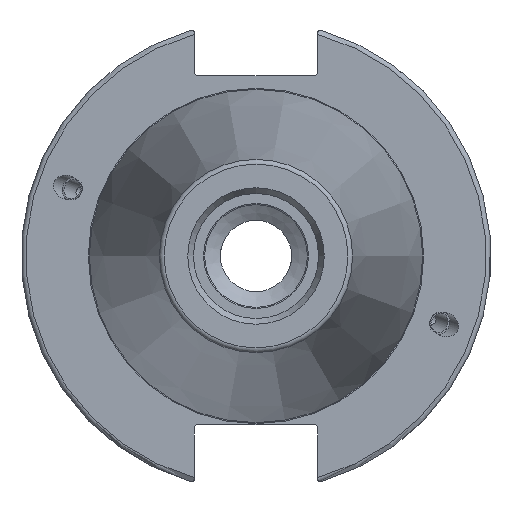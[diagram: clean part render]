
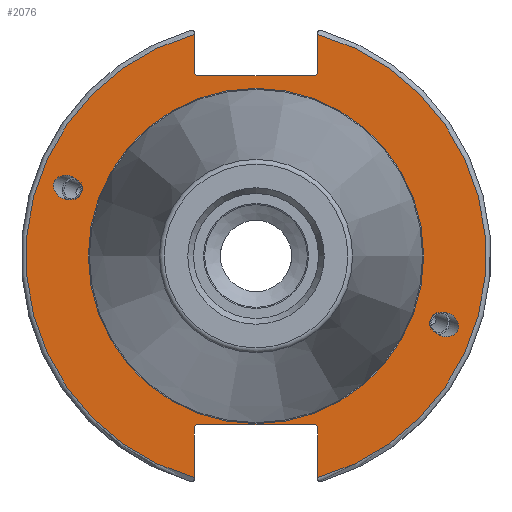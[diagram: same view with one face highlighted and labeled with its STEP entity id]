
A CAD part, left-side view. The second image highlights one B-rep face of the part: STEP entity #2076.
In plain terms, the highlighted planar face has unit normal (-1, 0, 0).
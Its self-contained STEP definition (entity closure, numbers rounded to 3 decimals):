
#31=ELLIPSE('',#2277,3.052,2.5);
#32=ELLIPSE('',#2316,3.052,2.5);
#43=PLANE('',#2335);
#117=FACE_BOUND('',#336,.T.);
#118=FACE_BOUND('',#337,.T.);
#119=FACE_BOUND('',#338,.T.);
#220=FACE_OUTER_BOUND('',#335,.T.);
#335=EDGE_LOOP('',(#1713,#1714,#1715,#1716,#1717,#1718,#1719,#1720,#1721,
#1722,#1723,#1724));
#336=EDGE_LOOP('',(#1725));
#337=EDGE_LOOP('',(#1726));
#338=EDGE_LOOP('',(#1727,#1728));
#431=LINE('',#3879,#533);
#432=LINE('',#3881,#534);
#433=LINE('',#3883,#535);
#434=LINE('',#3885,#536);
#435=LINE('',#3887,#537);
#436=LINE('',#3891,#538);
#437=LINE('',#3893,#539);
#438=LINE('',#3895,#540);
#439=LINE('',#3897,#541);
#440=LINE('',#3898,#542);
#533=VECTOR('',#2853,10.);
#534=VECTOR('',#2854,10.);
#535=VECTOR('',#2855,10.);
#536=VECTOR('',#2856,10.);
#537=VECTOR('',#2857,10.);
#538=VECTOR('',#2860,10.);
#539=VECTOR('',#2861,10.);
#540=VECTOR('',#2862,10.);
#541=VECTOR('',#2863,10.);
#542=VECTOR('',#2864,10.);
#721=CIRCLE('',#2331,35.125);
#722=CIRCLE('',#2332,35.125);
#725=CIRCLE('',#2336,48.213);
#726=CIRCLE('',#2337,48.213);
#869=VERTEX_POINT('',#3569);
#912=VERTEX_POINT('',#3838);
#921=VERTEX_POINT('',#3866);
#922=VERTEX_POINT('',#3868);
#924=VERTEX_POINT('',#3875);
#925=VERTEX_POINT('',#3876);
#926=VERTEX_POINT('',#3878);
#927=VERTEX_POINT('',#3880);
#928=VERTEX_POINT('',#3882);
#929=VERTEX_POINT('',#3884);
#930=VERTEX_POINT('',#3886);
#931=VERTEX_POINT('',#3888);
#932=VERTEX_POINT('',#3890);
#933=VERTEX_POINT('',#3892);
#934=VERTEX_POINT('',#3894);
#935=VERTEX_POINT('',#3896);
#1137=EDGE_CURVE('',#869,#869,#31,.T.);
#1193=EDGE_CURVE('',#912,#912,#32,.T.);
#1206=EDGE_CURVE('',#921,#922,#721,.T.);
#1207=EDGE_CURVE('',#922,#921,#722,.T.);
#1210=EDGE_CURVE('',#924,#925,#725,.T.);
#1211=EDGE_CURVE('',#924,#926,#431,.T.);
#1212=EDGE_CURVE('',#927,#926,#432,.T.);
#1213=EDGE_CURVE('',#927,#928,#433,.T.);
#1214=EDGE_CURVE('',#929,#928,#434,.T.);
#1215=EDGE_CURVE('',#929,#930,#435,.T.);
#1216=EDGE_CURVE('',#931,#930,#726,.T.);
#1217=EDGE_CURVE('',#931,#932,#436,.T.);
#1218=EDGE_CURVE('',#933,#932,#437,.T.);
#1219=EDGE_CURVE('',#933,#934,#438,.T.);
#1220=EDGE_CURVE('',#935,#934,#439,.T.);
#1221=EDGE_CURVE('',#935,#925,#440,.T.);
#1713=ORIENTED_EDGE('',*,*,#1210,.F.);
#1714=ORIENTED_EDGE('',*,*,#1211,.T.);
#1715=ORIENTED_EDGE('',*,*,#1212,.F.);
#1716=ORIENTED_EDGE('',*,*,#1213,.T.);
#1717=ORIENTED_EDGE('',*,*,#1214,.F.);
#1718=ORIENTED_EDGE('',*,*,#1215,.T.);
#1719=ORIENTED_EDGE('',*,*,#1216,.F.);
#1720=ORIENTED_EDGE('',*,*,#1217,.T.);
#1721=ORIENTED_EDGE('',*,*,#1218,.F.);
#1722=ORIENTED_EDGE('',*,*,#1219,.T.);
#1723=ORIENTED_EDGE('',*,*,#1220,.F.);
#1724=ORIENTED_EDGE('',*,*,#1221,.T.);
#1725=ORIENTED_EDGE('',*,*,#1137,.T.);
#1726=ORIENTED_EDGE('',*,*,#1193,.T.);
#1727=ORIENTED_EDGE('',*,*,#1207,.F.);
#1728=ORIENTED_EDGE('',*,*,#1206,.F.);
#2076=ADVANCED_FACE('',(#220,#117,#118,#119),#43,.T.);
#2277=AXIS2_PLACEMENT_3D('',#3571,#2713,#2714);
#2316=AXIS2_PLACEMENT_3D('',#3840,#2807,#2808);
#2331=AXIS2_PLACEMENT_3D('',#3869,#2841,#2842);
#2332=AXIS2_PLACEMENT_3D('',#3870,#2843,#2844);
#2335=AXIS2_PLACEMENT_3D('',#3874,#2849,#2850);
#2336=AXIS2_PLACEMENT_3D('',#3877,#2851,#2852);
#2337=AXIS2_PLACEMENT_3D('',#3889,#2858,#2859);
#2713=DIRECTION('center_axis',(1.,0.,0.));
#2714=DIRECTION('ref_axis',(0.,-0.94,-0.342));
#2807=DIRECTION('center_axis',(1.,0.,0.));
#2808=DIRECTION('ref_axis',(0.,0.94,0.342));
#2841=DIRECTION('center_axis',(-1.,0.,0.));
#2842=DIRECTION('ref_axis',(0.,-1.,0.));
#2843=DIRECTION('center_axis',(-1.,0.,0.));
#2844=DIRECTION('ref_axis',(0.,-1.,0.));
#2849=DIRECTION('center_axis',(-1.,0.,0.));
#2850=DIRECTION('ref_axis',(0.,0.,1.));
#2851=DIRECTION('center_axis',(1.,0.,0.));
#2852=DIRECTION('ref_axis',(0.,-1.,0.));
#2853=DIRECTION('',(0.,0.,-1.));
#2854=DIRECTION('',(0.,-0.707,0.707));
#2855=DIRECTION('',(0.,1.,0.));
#2856=DIRECTION('',(0.,-0.707,-0.707));
#2857=DIRECTION('',(0.,0.,1.));
#2858=DIRECTION('center_axis',(1.,0.,0.));
#2859=DIRECTION('ref_axis',(0.,1.,0.));
#2860=DIRECTION('',(0.,0.,1.));
#2861=DIRECTION('',(0.,0.707,-0.707));
#2862=DIRECTION('',(0.,-1.,0.));
#2863=DIRECTION('',(0.,0.707,0.707));
#2864=DIRECTION('',(0.,0.,-1.));
#3569=CARTESIAN_POINT('',(3.175,-36.599,-13.321));
#3571=CARTESIAN_POINT('Origin',(3.175,-39.467,-14.365));
#3838=CARTESIAN_POINT('',(3.175,36.599,13.321));
#3840=CARTESIAN_POINT('Origin',(3.175,39.467,14.365));
#3866=CARTESIAN_POINT('',(3.175,0.,35.125));
#3868=CARTESIAN_POINT('',(3.175,35.125,0.));
#3869=CARTESIAN_POINT('Origin',(3.175,0.,0.));
#3870=CARTESIAN_POINT('Origin',(3.175,0.,0.));
#3874=CARTESIAN_POINT('Origin',(3.175,49.213,0.));
#3875=CARTESIAN_POINT('',(3.175,-12.95,46.441));
#3876=CARTESIAN_POINT('',(3.175,-12.95,-46.441));
#3877=CARTESIAN_POINT('Origin',(3.175,0.,0.));
#3878=CARTESIAN_POINT('',(3.175,-12.95,38.219));
#3879=CARTESIAN_POINT('',(3.175,-12.95,18.86));
#3880=CARTESIAN_POINT('',(3.175,-12.45,37.719));
#3881=CARTESIAN_POINT('',(3.175,12.27,12.999));
#3882=CARTESIAN_POINT('',(3.175,12.45,37.719));
#3883=CARTESIAN_POINT('',(3.175,24.606,37.719));
#3884=CARTESIAN_POINT('',(3.175,12.95,38.219));
#3885=CARTESIAN_POINT('',(3.175,12.336,37.605));
#3886=CARTESIAN_POINT('',(3.175,12.95,46.441));
#3887=CARTESIAN_POINT('',(3.175,12.95,18.86));
#3888=CARTESIAN_POINT('',(3.175,12.95,-46.441));
#3889=CARTESIAN_POINT('Origin',(3.175,0.,0.));
#3890=CARTESIAN_POINT('',(3.175,12.95,-35.806));
#3891=CARTESIAN_POINT('',(3.175,12.95,-17.653));
#3892=CARTESIAN_POINT('',(3.175,12.45,-35.306));
#3893=CARTESIAN_POINT('',(3.175,12.939,-35.795));
#3894=CARTESIAN_POINT('',(3.175,-12.45,-35.306));
#3895=CARTESIAN_POINT('',(3.175,24.606,-35.306));
#3896=CARTESIAN_POINT('',(3.175,-12.95,-35.806));
#3897=CARTESIAN_POINT('',(3.175,11.667,-11.189));
#3898=CARTESIAN_POINT('',(3.175,-12.95,-17.653));
